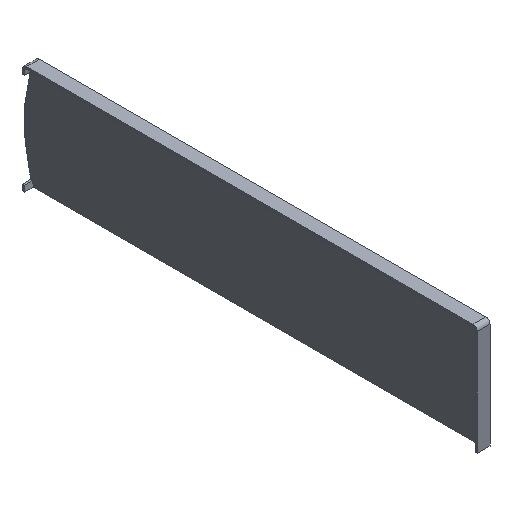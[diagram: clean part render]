
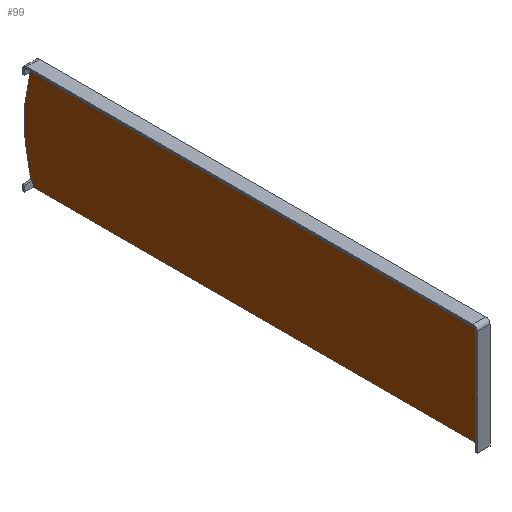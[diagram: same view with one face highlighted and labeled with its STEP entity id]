
A CAD part, isometric view. The second image highlights one B-rep face of the part: STEP entity #99.
In plain terms, the highlighted planar face has unit normal (-1, 0, 0).
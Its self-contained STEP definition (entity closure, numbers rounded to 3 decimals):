
#6 = VERTEX_POINT ( 'NONE', #380 ) ;
#7 = CIRCLE ( 'NONE', #423, 1. ) ;
#11 = EDGE_CURVE ( 'NONE', #416, #759, #189, .T. ) ;
#20 = ORIENTED_EDGE ( 'NONE', *, *, #912, .T. ) ;
#22 = VERTEX_POINT ( 'NONE', #1028 ) ;
#41 = CARTESIAN_POINT ( 'NONE',  ( 0., 211.019, 24.706 ) ) ;
#81 = ORIENTED_EDGE ( 'NONE', *, *, #174, .F. ) ;
#96 = CARTESIAN_POINT ( 'NONE',  ( 0., 2., 25.706 ) ) ;
#99 = ADVANCED_FACE ( 'NONE', ( #224 ), #741, .T. ) ;
#118 = DIRECTION ( 'NONE',  ( 0., 0.996, -0.087 ) ) ;
#134 = LINE ( 'NONE', #1030, #1049 ) ;
#144 = DIRECTION ( 'NONE',  ( 0., -1., 0. ) ) ;
#150 = DIRECTION ( 'NONE',  ( -1., 0., 0. ) ) ;
#157 = CARTESIAN_POINT ( 'NONE',  ( 0., 2., 24.706 ) ) ;
#172 = DIRECTION ( 'NONE',  ( 0., 0.087, 0.996 ) ) ;
#173 = VECTOR ( 'NONE', #172, 1000. ) ;
#174 = EDGE_CURVE ( 'NONE', #487, #434, #587, .T. ) ;
#189 = CIRCLE ( 'NONE', #840, 76.71 ) ;
#194 = VERTEX_POINT ( 'NONE', #96 ) ;
#195 = DIRECTION ( 'NONE',  ( 0., 0., -1. ) ) ;
#221 = DIRECTION ( 'NONE',  ( 1., 0., 0. ) ) ;
#224 = FACE_OUTER_BOUND ( 'NONE', #1006, .T. ) ;
#233 = CIRCLE ( 'NONE', #833, 18.206 ) ;
#266 = DIRECTION ( 'NONE',  ( 0., -1., 0. ) ) ;
#275 = DIRECTION ( 'NONE',  ( 0., 0.968, 0.252 ) ) ;
#298 = VECTOR ( 'NONE', #698, 1000. ) ;
#307 = ORIENTED_EDGE ( 'NONE', *, *, #489, .F. ) ;
#314 = VERTEX_POINT ( 'NONE', #369 ) ;
#325 = ORIENTED_EDGE ( 'NONE', *, *, #705, .T. ) ;
#327 = AXIS2_PLACEMENT_3D ( 'NONE', #1054, #150, #650 ) ;
#338 = DIRECTION ( 'NONE',  ( 0., 0., -1. ) ) ;
#346 = DIRECTION ( 'NONE',  ( 1., 0., 0. ) ) ;
#352 = VECTOR ( 'NONE', #338, 1000. ) ;
#355 = ORIENTED_EDGE ( 'NONE', *, *, #626, .F. ) ;
#356 = LINE ( 'NONE', #376, #298 ) ;
#369 = CARTESIAN_POINT ( 'NONE',  ( 0., 212.212, -22.047 ) ) ;
#373 = CIRCLE ( 'NONE', #974, 18.206 ) ;
#376 = CARTESIAN_POINT ( 'NONE',  ( 0., 213.215, 22.547 ) ) ;
#380 = CARTESIAN_POINT ( 'NONE',  ( 0., 211.979, -24.706 ) ) ;
#392 = AXIS2_PLACEMENT_3D ( 'NONE', #157, #651, #553 ) ;
#398 = CARTESIAN_POINT ( 'NONE',  ( 0., 231.344, -23.721 ) ) ;
#416 = VERTEX_POINT ( 'NONE', #686 ) ;
#417 = LINE ( 'NONE', #838, #352 ) ;
#423 = AXIS2_PLACEMENT_3D ( 'NONE', #41, #346, #195 ) ;
#434 = VERTEX_POINT ( 'NONE', #915 ) ;
#450 = EDGE_CURVE ( 'NONE', #6, #314, #508, .T. ) ;
#457 = CARTESIAN_POINT ( 'NONE',  ( 0., 211.019, 25.706 ) ) ;
#487 = VERTEX_POINT ( 'NONE', #675 ) ;
#488 = DIRECTION ( 'NONE',  ( 0., 0.968, 0.252 ) ) ;
#489 = EDGE_CURVE ( 'NONE', #22, #947, #417, .T. ) ;
#499 = CARTESIAN_POINT ( 'NONE',  ( 0., 211.979, -24.706 ) ) ;
#508 = LINE ( 'NONE', #499, #173 ) ;
#521 = VERTEX_POINT ( 'NONE', #752 ) ;
#549 = DIRECTION ( 'NONE',  ( 1., 0., 0. ) ) ;
#553 = DIRECTION ( 'NONE',  ( 0., 1., 0. ) ) ;
#559 = VECTOR ( 'NONE', #266, 1000. ) ;
#586 = EDGE_CURVE ( 'NONE', #521, #487, #356, .T. ) ;
#587 = LINE ( 'NONE', #916, #855 ) ;
#613 = DIRECTION ( 'NONE',  ( -1., 0., 0. ) ) ;
#626 = EDGE_CURVE ( 'NONE', #434, #987, #7, .T. ) ;
#637 = CARTESIAN_POINT ( 'NONE',  ( 0., 139.498, 0.221 ) ) ;
#650 = DIRECTION ( 'NONE',  ( 0., -1., 0. ) ) ;
#651 = DIRECTION ( 'NONE',  ( 1., 0., 0. ) ) ;
#661 = VECTOR ( 'NONE', #118, 1000. ) ;
#675 = CARTESIAN_POINT ( 'NONE',  ( 0., 212.219, 22.46 ) ) ;
#686 = CARTESIAN_POINT ( 'NONE',  ( 0., 213.733, 19.547 ) ) ;
#698 = DIRECTION ( 'NONE',  ( 0., -0.996, -0.087 ) ) ;
#705 = EDGE_CURVE ( 'NONE', #521, #416, #233, .T. ) ;
#708 = CIRCLE ( 'NONE', #392, 1. ) ;
#711 = CARTESIAN_POINT ( 'NONE',  ( 0., 1., -24.706 ) ) ;
#718 = EDGE_CURVE ( 'NONE', #759, #889, #373, .T. ) ;
#719 = DIRECTION ( 'NONE',  ( 0., 0.996, -0.087 ) ) ;
#741 = PLANE ( 'NONE',  #327 ) ;
#744 = EDGE_CURVE ( 'NONE', #194, #22, #708, .T. ) ;
#748 = ORIENTED_EDGE ( 'NONE', *, *, #586, .F. ) ;
#752 = CARTESIAN_POINT ( 'NONE',  ( 0., 213.215, 22.547 ) ) ;
#754 = ORIENTED_EDGE ( 'NONE', *, *, #450, .F. ) ;
#758 = DIRECTION ( 'NONE',  ( 0., -0.087, 0.996 ) ) ;
#759 = VERTEX_POINT ( 'NONE', #1038 ) ;
#764 = CARTESIAN_POINT ( 'NONE',  ( 0., 212.212, -22.047 ) ) ;
#772 = LINE ( 'NONE', #764, #661 ) ;
#784 = ORIENTED_EDGE ( 'NONE', *, *, #822, .F. ) ;
#822 = EDGE_CURVE ( 'NONE', #314, #889, #772, .T. ) ;
#830 = ORIENTED_EDGE ( 'NONE', *, *, #718, .T. ) ;
#833 = AXIS2_PLACEMENT_3D ( 'NONE', #957, #221, #488 ) ;
#838 = CARTESIAN_POINT ( 'NONE',  ( 0., 1., 24.706 ) ) ;
#840 = AXIS2_PLACEMENT_3D ( 'NONE', #637, #613, #275 ) ;
#855 = VECTOR ( 'NONE', #758, 1000. ) ;
#867 = CARTESIAN_POINT ( 'NONE',  ( 0., 213.208, -22.134 ) ) ;
#889 = VERTEX_POINT ( 'NONE', #867 ) ;
#895 = ORIENTED_EDGE ( 'NONE', *, *, #967, .F. ) ;
#912 = EDGE_CURVE ( 'NONE', #6, #947, #956, .T. ) ;
#915 = CARTESIAN_POINT ( 'NONE',  ( 0., 212.015, 24.793 ) ) ;
#916 = CARTESIAN_POINT ( 'NONE',  ( 0., 212.219, 22.46 ) ) ;
#917 = ORIENTED_EDGE ( 'NONE', *, *, #11, .T. ) ;
#947 = VERTEX_POINT ( 'NONE', #711 ) ;
#956 = LINE ( 'NONE', #1014, #559 ) ;
#957 = CARTESIAN_POINT ( 'NONE',  ( 0., 231.352, 24.134 ) ) ;
#967 = EDGE_CURVE ( 'NONE', #987, #194, #134, .T. ) ;
#974 = AXIS2_PLACEMENT_3D ( 'NONE', #398, #549, #719 ) ;
#987 = VERTEX_POINT ( 'NONE', #457 ) ;
#1006 = EDGE_LOOP ( 'NONE', ( #784, #754, #20, #307, #1010, #895, #355, #81, #748, #325, #917, #830 ) ) ;
#1010 = ORIENTED_EDGE ( 'NONE', *, *, #744, .F. ) ;
#1014 = CARTESIAN_POINT ( 'NONE',  ( 0., 212.983, -24.706 ) ) ;
#1028 = CARTESIAN_POINT ( 'NONE',  ( 0., 1., 24.706 ) ) ;
#1030 = CARTESIAN_POINT ( 'NONE',  ( 0., 211.019, 25.706 ) ) ;
#1038 = CARTESIAN_POINT ( 'NONE',  ( 0., 213.727, -19.129 ) ) ;
#1049 = VECTOR ( 'NONE', #144, 1000. ) ;
#1054 = CARTESIAN_POINT ( 'NONE',  ( 0., 212.589, -23.399 ) ) ;
